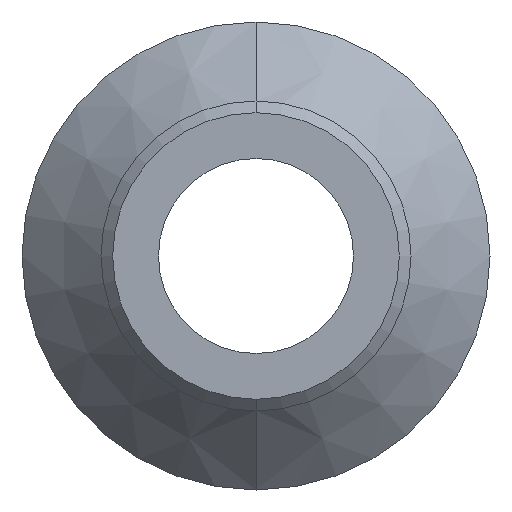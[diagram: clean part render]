
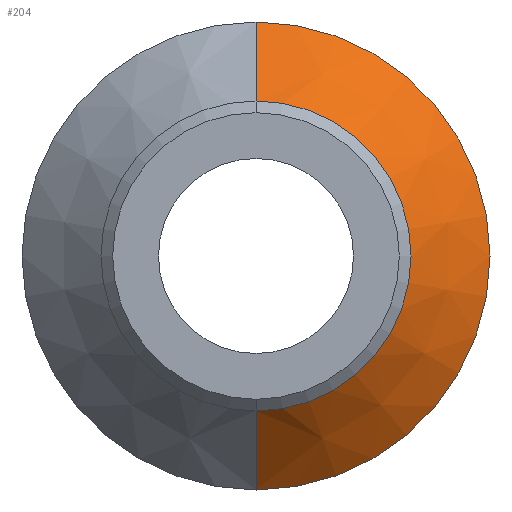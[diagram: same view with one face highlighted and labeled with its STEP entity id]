
A CAD part, front view. The second image highlights one B-rep face of the part: STEP entity #204.
In plain terms, the highlighted conical face has half-angle 45 degrees and reference radius 3.975 mm.
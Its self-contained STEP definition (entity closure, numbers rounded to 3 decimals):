
#163 = VERTEX_POINT ( 'NONE', #895 ) ;
#204 = ADVANCED_FACE ( 'NONE', ( #885 ), #881, .T. ) ;
#206 = VERTEX_POINT ( 'NONE', #879 ) ;
#207 = EDGE_LOOP ( 'NONE', ( #289, #232, #230, #226 ) ) ;
#226 = ORIENTED_EDGE ( 'NONE', *, *, #227, .F. ) ;
#227 = EDGE_CURVE ( 'NONE', #163, #279, #735, .T. ) ;
#230 = ORIENTED_EDGE ( 'NONE', *, *, #278, .T. ) ;
#232 = ORIENTED_EDGE ( 'NONE', *, *, #292, .T. ) ;
#250 = EDGE_CURVE ( 'NONE', #206, #163, #830, .T. ) ;
#277 = VERTEX_POINT ( 'NONE', #926 ) ;
#278 = EDGE_CURVE ( 'NONE', #277, #279, #933, .T. ) ;
#279 = VERTEX_POINT ( 'NONE', #986 ) ;
#289 = ORIENTED_EDGE ( 'NONE', *, *, #250, .F. ) ;
#292 = EDGE_CURVE ( 'NONE', #206, #277, #960, .T. ) ;
#732 = DIRECTION ( 'NONE',  ( 0., 0.707, 0.707 ) ) ;
#733 = VECTOR ( 'NONE', #732, 1000. ) ;
#734 = CARTESIAN_POINT ( 'NONE',  ( 0., 17.5, 3.975 ) ) ;
#735 = LINE ( 'NONE', #734, #733 ) ;
#829 = CARTESIAN_POINT ( 'NONE',  ( 0., 17.5, 0. ) ) ;
#830 = CIRCLE ( 'NONE', #850, 3.975 ) ;
#848 = DIRECTION ( 'NONE',  ( 0., 0., -1. ) ) ;
#849 = DIRECTION ( 'NONE',  ( 0., -1., 0. ) ) ;
#850 = AXIS2_PLACEMENT_3D ( 'NONE', #829, #849, #848 ) ;
#876 = DIRECTION ( 'NONE',  ( 0., 0., 1. ) ) ;
#877 = DIRECTION ( 'NONE',  ( 0., 1., 0. ) ) ;
#878 = AXIS2_PLACEMENT_3D ( 'NONE', #880, #877, #876 ) ;
#879 = CARTESIAN_POINT ( 'NONE',  ( 0., 17.5, -3.975 ) ) ;
#880 = CARTESIAN_POINT ( 'NONE',  ( 0., 17.5, 0. ) ) ;
#881 = CONICAL_SURFACE ( 'NONE', #878, 3.975, 0.785 ) ;
#885 = FACE_OUTER_BOUND ( 'NONE', #207, .T. ) ;
#895 = CARTESIAN_POINT ( 'NONE',  ( 0., 17.5, 3.975 ) ) ;
#917 = DIRECTION ( 'NONE',  ( 0., 0.707, -0.707 ) ) ;
#918 = VECTOR ( 'NONE', #917, 1000. ) ;
#919 = DIRECTION ( 'NONE',  ( 0., -1., 0. ) ) ;
#922 = DIRECTION ( 'NONE',  ( 0., 0., -1. ) ) ;
#926 = CARTESIAN_POINT ( 'NONE',  ( 0., 19.525, -6. ) ) ;
#933 = CIRCLE ( 'NONE', #958, 6. ) ;
#935 = CARTESIAN_POINT ( 'NONE',  ( 0., 19.525, 0. ) ) ;
#958 = AXIS2_PLACEMENT_3D ( 'NONE', #935, #919, #922 ) ;
#959 = CARTESIAN_POINT ( 'NONE',  ( 0., 17.5, -3.975 ) ) ;
#960 = LINE ( 'NONE', #959, #918 ) ;
#986 = CARTESIAN_POINT ( 'NONE',  ( 0., 19.525, 6. ) ) ;
